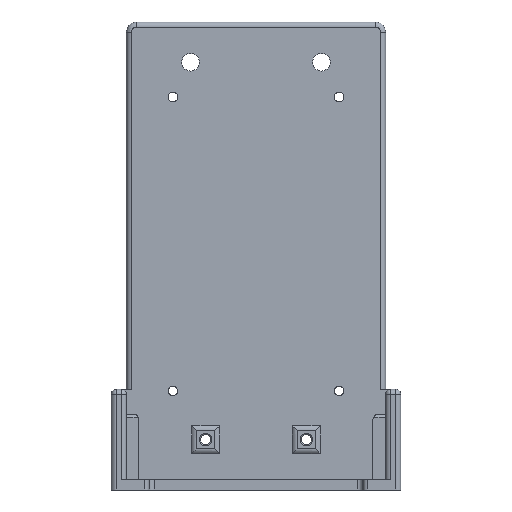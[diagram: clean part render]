
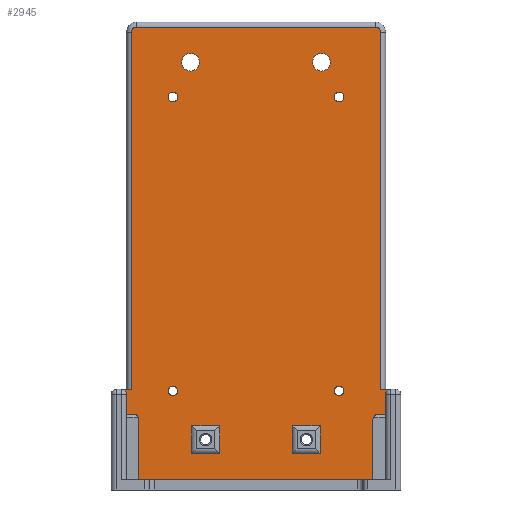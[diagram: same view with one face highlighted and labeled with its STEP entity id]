
A CAD part, front view. The second image highlights one B-rep face of the part: STEP entity #2945.
In plain terms, the highlighted planar face has unit normal (0, -1, 0).
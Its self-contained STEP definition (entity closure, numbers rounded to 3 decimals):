
#43=FACE_BOUND('',#567,.T.);
#44=FACE_BOUND('',#568,.T.);
#45=FACE_BOUND('',#569,.T.);
#46=FACE_BOUND('',#570,.T.);
#47=FACE_BOUND('',#571,.T.);
#48=FACE_BOUND('',#572,.T.);
#49=FACE_BOUND('',#573,.T.);
#50=FACE_BOUND('',#574,.T.);
#156=CIRCLE('',#3200,0.95);
#159=CIRCLE('',#3205,0.95);
#162=CIRCLE('',#3210,0.95);
#163=CIRCLE('',#3211,0.95);
#166=CIRCLE('',#3216,0.95);
#167=CIRCLE('',#3217,0.95);
#174=CIRCLE('',#3226,1.);
#178=CIRCLE('',#3231,1.);
#179=CIRCLE('',#3234,1.);
#180=CIRCLE('',#3235,1.);
#181=CIRCLE('',#3236,1.75);
#182=CIRCLE('',#3237,1.75);
#270=PLANE('',#3233);
#378=FACE_OUTER_BOUND('',#566,.T.);
#566=EDGE_LOOP('',(#2297,#2298,#2299,#2300,#2301,#2302,#2303,#2304,#2305,
#2306,#2307,#2308));
#567=EDGE_LOOP('',(#2309,#2310,#2311));
#568=EDGE_LOOP('',(#2312,#2313,#2314,#2315));
#569=EDGE_LOOP('',(#2316,#2317,#2318,#2319));
#570=EDGE_LOOP('',(#2320));
#571=EDGE_LOOP('',(#2321));
#572=EDGE_LOOP('',(#2322,#2323,#2324));
#573=EDGE_LOOP('',(#2325));
#574=EDGE_LOOP('',(#2326));
#687=LINE('',#4372,#947);
#688=LINE('',#4382,#948);
#691=LINE('',#4410,#951);
#707=LINE('',#4454,#967);
#713=LINE('',#4470,#973);
#715=LINE('',#4478,#975);
#717=LINE('',#4485,#977);
#719=LINE('',#4493,#979);
#821=LINE('',#4850,#1081);
#826=LINE('',#4866,#1086);
#828=LINE('',#4887,#1088);
#830=LINE('',#4904,#1090);
#831=LINE('',#4907,#1091);
#832=LINE('',#4910,#1092);
#833=LINE('',#4913,#1093);
#834=LINE('',#4914,#1094);
#835=LINE('',#4916,#1095);
#836=LINE('',#4917,#1096);
#947=VECTOR('',#3418,10.);
#948=VECTOR('',#3421,10.);
#951=VECTOR('',#3438,10.);
#967=VECTOR('',#3468,10.);
#973=VECTOR('',#3480,10.);
#975=VECTOR('',#3488,10.);
#977=VECTOR('',#3494,10.);
#979=VECTOR('',#3502,10.);
#1081=VECTOR('',#3846,10.);
#1086=VECTOR('',#3859,10.);
#1088=VECTOR('',#3873,10.);
#1090=VECTOR('',#3883,10.);
#1091=VECTOR('',#3886,10.);
#1092=VECTOR('',#3889,10.);
#1093=VECTOR('',#3892,10.);
#1094=VECTOR('',#3893,10.);
#1095=VECTOR('',#3894,10.);
#1096=VECTOR('',#3895,10.);
#1211=VERTEX_POINT('',#4364);
#1212=VERTEX_POINT('',#4365);
#1213=VERTEX_POINT('',#4374);
#1214=VERTEX_POINT('',#4375);
#1219=VERTEX_POINT('',#4408);
#1220=VERTEX_POINT('',#4409);
#1241=VERTEX_POINT('',#4453);
#1247=VERTEX_POINT('',#4468);
#1248=VERTEX_POINT('',#4469);
#1251=VERTEX_POINT('',#4477);
#1253=VERTEX_POINT('',#4483);
#1254=VERTEX_POINT('',#4484);
#1257=VERTEX_POINT('',#4492);
#1380=VERTEX_POINT('',#4812);
#1383=VERTEX_POINT('',#4822);
#1386=VERTEX_POINT('',#4832);
#1389=VERTEX_POINT('',#4843);
#1390=VERTEX_POINT('',#4848);
#1391=VERTEX_POINT('',#4849);
#1397=VERTEX_POINT('',#4863);
#1398=VERTEX_POINT('',#4865);
#1399=VERTEX_POINT('',#4877);
#1401=VERTEX_POINT('',#4883);
#1403=VERTEX_POINT('',#4897);
#1405=VERTEX_POINT('',#4906);
#1406=VERTEX_POINT('',#4909);
#1407=VERTEX_POINT('',#4912);
#1408=VERTEX_POINT('',#4915);
#1409=VERTEX_POINT('',#4918);
#1410=VERTEX_POINT('',#4920);
#1494=EDGE_CURVE('',#1211,#1212,#687,.T.);
#1496=EDGE_CURVE('',#1213,#1214,#688,.T.);
#1503=EDGE_CURVE('',#1219,#1220,#691,.T.);
#1525=EDGE_CURVE('',#1220,#1241,#707,.T.);
#1533=EDGE_CURVE('',#1247,#1248,#713,.T.);
#1537=EDGE_CURVE('',#1248,#1251,#715,.T.);
#1540=EDGE_CURVE('',#1253,#1254,#717,.T.);
#1544=EDGE_CURVE('',#1254,#1257,#719,.T.);
#1704=EDGE_CURVE('',#1380,#1380,#156,.T.);
#1709=EDGE_CURVE('',#1383,#1383,#159,.T.);
#1714=EDGE_CURVE('',#1386,#1214,#162,.T.);
#1715=EDGE_CURVE('',#1213,#1386,#163,.T.);
#1720=EDGE_CURVE('',#1389,#1212,#166,.T.);
#1721=EDGE_CURVE('',#1211,#1389,#167,.T.);
#1722=EDGE_CURVE('',#1390,#1391,#821,.T.);
#1730=EDGE_CURVE('',#1397,#1398,#826,.T.);
#1734=EDGE_CURVE('',#1398,#1399,#174,.T.);
#1737=EDGE_CURVE('',#1399,#1401,#828,.T.);
#1740=EDGE_CURVE('',#1401,#1403,#178,.T.);
#1742=EDGE_CURVE('',#1403,#1390,#830,.T.);
#1743=EDGE_CURVE('',#1219,#1405,#831,.T.);
#1744=EDGE_CURVE('',#1391,#1405,#179,.F.);
#1745=EDGE_CURVE('',#1406,#1397,#832,.T.);
#1746=EDGE_CURVE('',#1241,#1406,#180,.F.);
#1747=EDGE_CURVE('',#1257,#1407,#833,.T.);
#1748=EDGE_CURVE('',#1407,#1253,#834,.T.);
#1749=EDGE_CURVE('',#1251,#1408,#835,.T.);
#1750=EDGE_CURVE('',#1408,#1247,#836,.T.);
#1751=EDGE_CURVE('',#1409,#1409,#181,.T.);
#1752=EDGE_CURVE('',#1410,#1410,#182,.T.);
#2297=ORIENTED_EDGE('',*,*,#1743,.T.);
#2298=ORIENTED_EDGE('',*,*,#1744,.F.);
#2299=ORIENTED_EDGE('',*,*,#1722,.F.);
#2300=ORIENTED_EDGE('',*,*,#1742,.F.);
#2301=ORIENTED_EDGE('',*,*,#1740,.F.);
#2302=ORIENTED_EDGE('',*,*,#1737,.F.);
#2303=ORIENTED_EDGE('',*,*,#1734,.F.);
#2304=ORIENTED_EDGE('',*,*,#1730,.F.);
#2305=ORIENTED_EDGE('',*,*,#1745,.F.);
#2306=ORIENTED_EDGE('',*,*,#1746,.F.);
#2307=ORIENTED_EDGE('',*,*,#1525,.F.);
#2308=ORIENTED_EDGE('',*,*,#1503,.F.);
#2309=ORIENTED_EDGE('',*,*,#1715,.F.);
#2310=ORIENTED_EDGE('',*,*,#1496,.T.);
#2311=ORIENTED_EDGE('',*,*,#1714,.F.);
#2312=ORIENTED_EDGE('',*,*,#1747,.F.);
#2313=ORIENTED_EDGE('',*,*,#1544,.F.);
#2314=ORIENTED_EDGE('',*,*,#1540,.F.);
#2315=ORIENTED_EDGE('',*,*,#1748,.F.);
#2316=ORIENTED_EDGE('',*,*,#1749,.F.);
#2317=ORIENTED_EDGE('',*,*,#1537,.F.);
#2318=ORIENTED_EDGE('',*,*,#1533,.F.);
#2319=ORIENTED_EDGE('',*,*,#1750,.F.);
#2320=ORIENTED_EDGE('',*,*,#1709,.F.);
#2321=ORIENTED_EDGE('',*,*,#1704,.F.);
#2322=ORIENTED_EDGE('',*,*,#1494,.T.);
#2323=ORIENTED_EDGE('',*,*,#1720,.F.);
#2324=ORIENTED_EDGE('',*,*,#1721,.F.);
#2325=ORIENTED_EDGE('',*,*,#1751,.F.);
#2326=ORIENTED_EDGE('',*,*,#1752,.F.);
#2945=ADVANCED_FACE('',(#378,#43,#44,#45,#46,#47,#48,#49,#50),#270,.F.);
#3200=AXIS2_PLACEMENT_3D('',#4814,#3802,#3803);
#3205=AXIS2_PLACEMENT_3D('',#4824,#3814,#3815);
#3210=AXIS2_PLACEMENT_3D('',#4834,#3826,#3827);
#3211=AXIS2_PLACEMENT_3D('',#4835,#3828,#3829);
#3216=AXIS2_PLACEMENT_3D('',#4845,#3840,#3841);
#3217=AXIS2_PLACEMENT_3D('',#4846,#3842,#3843);
#3226=AXIS2_PLACEMENT_3D('',#4881,#3866,#3867);
#3231=AXIS2_PLACEMENT_3D('',#4901,#3878,#3879);
#3233=AXIS2_PLACEMENT_3D('',#4905,#3884,#3885);
#3234=AXIS2_PLACEMENT_3D('',#4908,#3887,#3888);
#3235=AXIS2_PLACEMENT_3D('',#4911,#3890,#3891);
#3236=AXIS2_PLACEMENT_3D('',#4919,#3896,#3897);
#3237=AXIS2_PLACEMENT_3D('',#4921,#3898,#3899);
#3418=DIRECTION('',(-1.,0.,0.));
#3421=DIRECTION('',(-1.,0.,0.));
#3438=DIRECTION('',(-1.,0.,0.));
#3468=DIRECTION('',(0.,0.,1.));
#3480=DIRECTION('',(1.,0.,0.));
#3488=DIRECTION('',(0.,0.,1.));
#3494=DIRECTION('',(1.,0.,0.));
#3502=DIRECTION('',(0.,0.,1.));
#3802=DIRECTION('center_axis',(0.,-1.,0.));
#3803=DIRECTION('ref_axis',(1.,0.,0.));
#3814=DIRECTION('center_axis',(0.,-1.,0.));
#3815=DIRECTION('ref_axis',(1.,0.,0.));
#3826=DIRECTION('center_axis',(0.,-1.,0.));
#3827=DIRECTION('ref_axis',(1.,0.,0.));
#3828=DIRECTION('center_axis',(0.,-1.,0.));
#3829=DIRECTION('ref_axis',(1.,0.,0.));
#3840=DIRECTION('center_axis',(0.,-1.,0.));
#3841=DIRECTION('ref_axis',(1.,0.,0.));
#3842=DIRECTION('center_axis',(0.,-1.,0.));
#3843=DIRECTION('ref_axis',(1.,0.,0.));
#3846=DIRECTION('',(1.,0.,0.));
#3859=DIRECTION('',(0.,0.,1.));
#3866=DIRECTION('center_axis',(0.,1.,0.));
#3867=DIRECTION('ref_axis',(-0.707,0.,0.707));
#3873=DIRECTION('',(1.,0.,0.));
#3878=DIRECTION('center_axis',(0.,1.,0.));
#3879=DIRECTION('ref_axis',(0.707,0.,0.707));
#3883=DIRECTION('',(0.,0.,-1.));
#3884=DIRECTION('center_axis',(0.,1.,0.));
#3885=DIRECTION('ref_axis',(-1.,0.,0.));
#3886=DIRECTION('',(0.,0.,1.));
#3887=DIRECTION('center_axis',(0.,1.,0.));
#3888=DIRECTION('ref_axis',(-0.707,0.,0.707));
#3889=DIRECTION('',(1.,0.,0.));
#3890=DIRECTION('center_axis',(0.,1.,0.));
#3891=DIRECTION('ref_axis',(0.707,0.,0.707));
#3892=DIRECTION('',(-1.,0.,0.));
#3893=DIRECTION('',(0.,0.,-1.));
#3894=DIRECTION('',(-1.,0.,0.));
#3895=DIRECTION('',(0.,0.,-1.));
#3896=DIRECTION('center_axis',(0.,-1.,0.));
#3897=DIRECTION('ref_axis',(1.,0.,0.));
#3898=DIRECTION('center_axis',(0.,-1.,0.));
#3899=DIRECTION('ref_axis',(1.,0.,0.));
#4364=CARTESIAN_POINT('',(16.765,10.25,16.75));
#4365=CARTESIAN_POINT('',(16.255,10.25,16.75));
#4372=CARTESIAN_POINT('',(72.131,10.25,16.75));
#4374=CARTESIAN_POINT('',(-16.254,10.25,16.75));
#4375=CARTESIAN_POINT('',(-16.766,10.25,16.75));
#4382=CARTESIAN_POINT('',(72.131,10.25,16.75));
#4408=CARTESIAN_POINT('',(25.75,10.25,0.));
#4409=CARTESIAN_POINT('',(-25.75,10.25,0.));
#4410=CARTESIAN_POINT('',(-12.875,10.25,0.));
#4453=CARTESIAN_POINT('',(-25.75,10.25,17.));
#4454=CARTESIAN_POINT('',(-25.75,10.25,16.));
#4468=CARTESIAN_POINT('',(7.225,10.25,5.225));
#4469=CARTESIAN_POINT('',(12.775,10.25,5.225));
#4470=CARTESIAN_POINT('',(3.5,10.25,5.225));
#4477=CARTESIAN_POINT('',(12.775,10.25,10.775));
#4478=CARTESIAN_POINT('',(12.775,10.25,2.5));
#4483=CARTESIAN_POINT('',(-12.775,10.25,5.225));
#4484=CARTESIAN_POINT('',(-7.225,10.25,5.225));
#4485=CARTESIAN_POINT('',(-6.5,10.25,5.225));
#4492=CARTESIAN_POINT('',(-7.225,10.25,10.775));
#4493=CARTESIAN_POINT('',(-7.225,10.25,2.5));
#4812=CARTESIAN_POINT('',(15.56,10.25,76.085));
#4814=CARTESIAN_POINT('Origin',(16.51,10.25,76.085));
#4822=CARTESIAN_POINT('',(-17.46,10.25,76.085));
#4824=CARTESIAN_POINT('Origin',(-16.51,10.25,76.085));
#4832=CARTESIAN_POINT('',(-17.46,10.25,17.665));
#4834=CARTESIAN_POINT('Origin',(-16.51,10.25,17.665));
#4835=CARTESIAN_POINT('Origin',(-16.51,10.25,17.665));
#4843=CARTESIAN_POINT('',(15.56,10.25,17.665));
#4845=CARTESIAN_POINT('Origin',(16.51,10.25,17.665));
#4846=CARTESIAN_POINT('Origin',(16.51,10.25,17.665));
#4848=CARTESIAN_POINT('',(24.75,10.25,18.));
#4849=CARTESIAN_POINT('',(26.75,10.25,18.));
#4850=CARTESIAN_POINT('',(26.5,10.25,18.));
#4863=CARTESIAN_POINT('',(-24.75,10.25,18.));
#4865=CARTESIAN_POINT('',(-24.75,10.25,89.));
#4866=CARTESIAN_POINT('',(-24.75,10.25,14.5));
#4877=CARTESIAN_POINT('',(-23.75,10.25,90.));
#4881=CARTESIAN_POINT('Origin',(-23.75,10.25,89.));
#4883=CARTESIAN_POINT('',(23.75,10.25,90.));
#4887=CARTESIAN_POINT('',(12.875,10.25,90.));
#4897=CARTESIAN_POINT('',(24.75,10.25,89.));
#4901=CARTESIAN_POINT('Origin',(23.75,10.25,89.));
#4904=CARTESIAN_POINT('',(24.75,10.25,14.5));
#4905=CARTESIAN_POINT('Origin',(25.75,10.25,16.));
#4906=CARTESIAN_POINT('',(25.75,10.25,17.));
#4907=CARTESIAN_POINT('',(25.75,10.25,16.));
#4908=CARTESIAN_POINT('Origin',(26.75,10.25,17.));
#4909=CARTESIAN_POINT('',(-26.75,10.25,18.));
#4910=CARTESIAN_POINT('',(-0.75,10.25,18.));
#4911=CARTESIAN_POINT('Origin',(-26.75,10.25,17.));
#4912=CARTESIAN_POINT('',(-12.775,10.25,10.775));
#4913=CARTESIAN_POINT('',(-3.5,10.25,10.775));
#4914=CARTESIAN_POINT('',(-12.775,10.25,5.5));
#4915=CARTESIAN_POINT('',(7.225,10.25,10.775));
#4916=CARTESIAN_POINT('',(6.5,10.25,10.775));
#4917=CARTESIAN_POINT('',(7.225,10.25,5.5));
#4918=CARTESIAN_POINT('',(-14.75,10.25,83.));
#4919=CARTESIAN_POINT('Origin',(-13.,10.25,83.));
#4920=CARTESIAN_POINT('',(11.25,10.25,83.));
#4921=CARTESIAN_POINT('Origin',(13.,10.25,83.));
